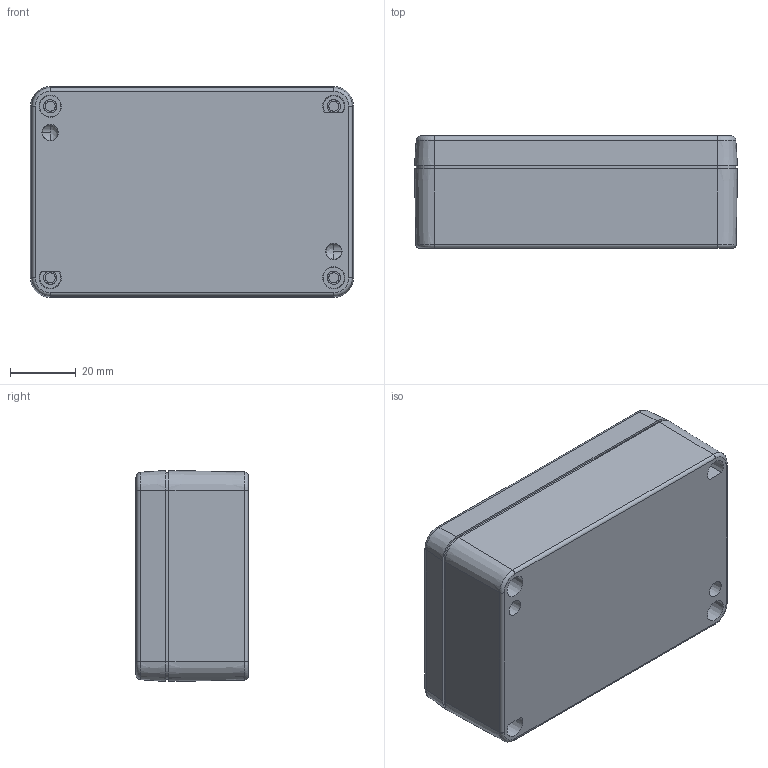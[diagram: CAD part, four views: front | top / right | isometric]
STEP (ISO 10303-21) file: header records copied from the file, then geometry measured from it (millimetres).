
FILE_DESCRIPTION( ( 'STEP AP214' ), '1' );
FILE_NAME( '15000301.stp', '2020-07-23T16:10:06', ( 'License CC BY-ND 4.0' ), ( 'CADENAS' ), ' ', 'PARTsolutions', ' ' );
FILE_SCHEMA( ( 'AUTOMOTIVE_DESIGN { 1 0 10303 214 1 1 1 1 }' ) );
Length unit declared in the file: millimetre
Products named in the file (11): 15000301; KASTEN-AL1006-3-1; KASTEN-AL1006-3; DECKEL-AL1006; SCHRAUBE_AL-GEH_M4X20; 1
Assembly tree (13 placements, depth 2):
  15000301
    KASTEN-AL1006-3-1
    KASTEN-AL1006-3-1
    KASTEN-AL1006-3
    DECKEL-AL1006
    SCHRAUBE_AL-GEH_M4X20  x4
    KASTEN-AL1006-3-1
    1
    1
    1
    1
Bounding box: 98 x 34 x 64 mm (x, y, z)
Volume: 71289.7 mm3; surface area: 50918.8 mm2
Topology: 6 solids, 26 shells, 557 faces, 1406 edges, 904 vertices
Faces by surface type: plane 217, cylinder 152, torus 90, cone 84, bspline 14
Full cylindrical faces by diameter (mm): 3 x4, 3.25 x4, 3.5 x8, 4 x16, 4.48 x2, 5.04 x2
Entity records: 15773 total; most frequent: CARTESIAN_POINT 4503, DIRECTION 2396, ORIENTED_EDGE 2102, EDGE_CURVE 1097, AXIS2_PLACEMENT_3D 953, VERTEX_POINT 744, EDGE_LOOP 614, LINE 490
